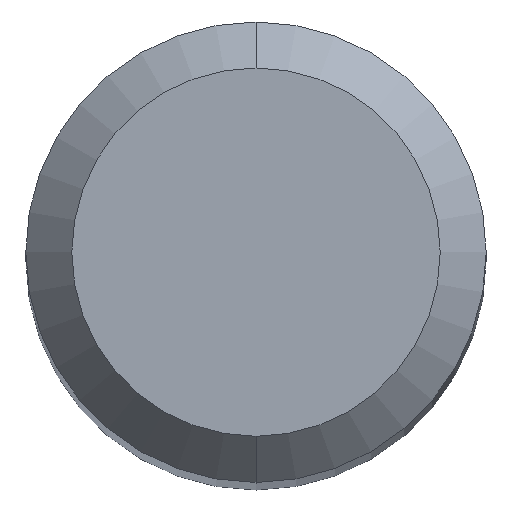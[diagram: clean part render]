
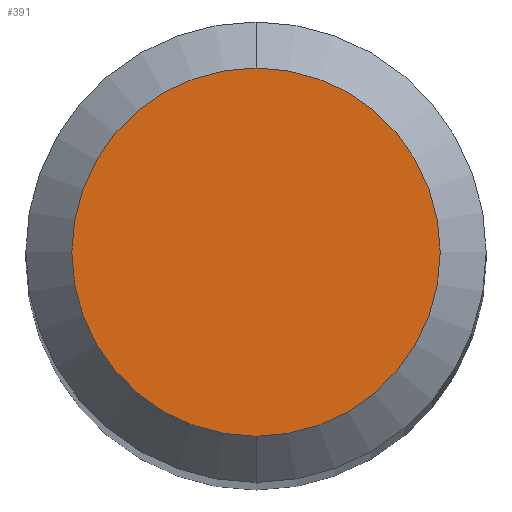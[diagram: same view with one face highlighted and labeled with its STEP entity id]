
A CAD part, top view. The second image highlights one B-rep face of the part: STEP entity #391.
In plain terms, the highlighted planar face has unit normal (0, 0, 1).
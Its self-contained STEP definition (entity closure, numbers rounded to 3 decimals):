
#203=VERTEX_POINT('',#512);
#229=EDGE_CURVE('',#203,#235,#541,.T.);
#235=VERTEX_POINT('',#547);
#275=EDGE_CURVE('',#235,#203,#592,.T.);
#391=ADVANCED_FACE('',(#719),#720,.T.);
#512=CARTESIAN_POINT('',(0.,-1.2,0.0));
#541=CIRCLE('',#912,1.2);
#547=CARTESIAN_POINT('',(0.0,1.2,0.0));
#592=CIRCLE('',#987,1.2);
#719=FACE_OUTER_BOUND('',#1269,.T.);
#720=PLANE('',#1270);
#912=AXIS2_PLACEMENT_3D('',#1530,#1531,#1532);
#987=AXIS2_PLACEMENT_3D('',#1588,#1589,#1590);
#1269=EDGE_LOOP('',(#1711,#1712));
#1270=AXIS2_PLACEMENT_3D('',#1713,#1714,#1715);
#1530=CARTESIAN_POINT('',(0.0,0.0,0.0));
#1531=DIRECTION('',(0.0,0.0,-1.0));
#1532=DIRECTION('',(0.0,1.0,0.0));
#1588=CARTESIAN_POINT('',(0.0,0.0,0.0));
#1589=DIRECTION('',(0.0,0.0,-1.0));
#1590=DIRECTION('',(0.0,1.0,0.0));
#1711=ORIENTED_EDGE('',*,*,#275,.F.);
#1712=ORIENTED_EDGE('',*,*,#229,.F.);
#1713=CARTESIAN_POINT('',(0.0,0.6,0.0));
#1714=DIRECTION('',(-0.0,0.0,1.0));
#1715=DIRECTION('',(0.0,-1.0,0.0));
